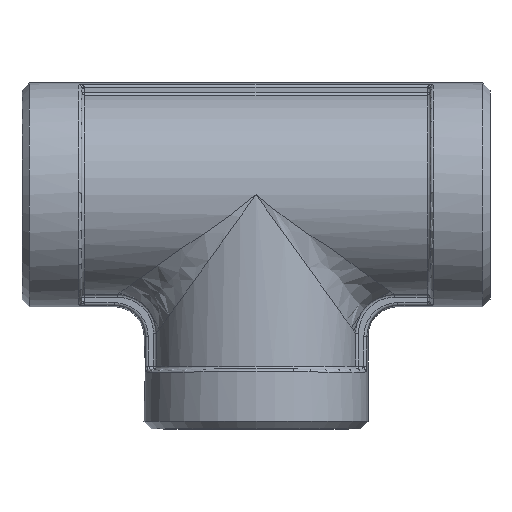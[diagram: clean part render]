
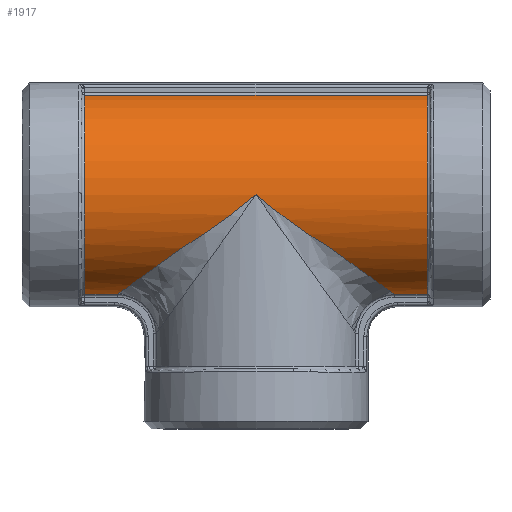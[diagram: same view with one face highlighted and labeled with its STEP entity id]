
A CAD part, top view. The second image highlights one B-rep face of the part: STEP entity #1917.
In plain terms, the highlighted cylindrical face has radius 10.25 mm (diameter 20.5 mm), a partial arc.
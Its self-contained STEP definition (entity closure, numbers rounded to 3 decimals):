
#64=ELLIPSE('',#2132,17.553,10.25);
#65=ELLIPSE('',#2133,17.553,10.25);
#160=LINE('',#4090,#224);
#161=LINE('',#4093,#225);
#162=LINE('',#4124,#226);
#224=VECTOR('',#2588,34.4);
#225=VECTOR('',#2591,3.293);
#226=VECTOR('',#2596,3.293);
#299=CIRCLE('',#2066,10.25);
#324=CIRCLE('',#2113,10.25);
#485=FACE_OUTER_BOUND('',#621,.T.);
#621=EDGE_LOOP('',(#1576,#1577,#1578,#1579,#1580,#1581,#1582,#1583,#1584));
#753=B_SPLINE_CURVE_WITH_KNOTS('',3,(#4097,#4098,#4099,#4100,#4101,#4102,
#4103,#4104,#4105,#4106,#4107,#4108),.UNSPECIFIED.,.F.,.F.,(4,2,2,2,2,4),
(-0.249,-0.246,-0.085,-0.031,
-0.008,0.),.UNSPECIFIED.);
#754=B_SPLINE_CURVE_WITH_KNOTS('',3,(#4110,#4111,#4112,#4113,#4114,#4115,
#4116,#4117,#4118,#4119,#4120,#4121),.UNSPECIFIED.,.F.,.F.,(4,2,2,2,2,4),
(-0.971,-0.938,-0.847,-0.636,
0.,0.009),.UNSPECIFIED.);
#853=VERTEX_POINT('',#3716);
#854=VERTEX_POINT('',#3718);
#881=VERTEX_POINT('',#3978);
#883=VERTEX_POINT('',#3982);
#891=VERTEX_POINT('',#4092);
#892=VERTEX_POINT('',#4094);
#893=VERTEX_POINT('',#4096);
#894=VERTEX_POINT('',#4109);
#895=VERTEX_POINT('',#4122);
#1069=EDGE_CURVE('',#853,#854,#299,.T.);
#1120=EDGE_CURVE('',#883,#881,#324,.T.);
#1138=EDGE_CURVE('',#881,#853,#160,.T.);
#1139=EDGE_CURVE('',#891,#883,#161,.T.);
#1140=EDGE_CURVE('',#892,#891,#64,.T.);
#1141=EDGE_CURVE('',#893,#892,#753,.T.);
#1142=EDGE_CURVE('',#894,#893,#754,.T.);
#1143=EDGE_CURVE('',#895,#894,#65,.T.);
#1144=EDGE_CURVE('',#854,#895,#162,.T.);
#1576=ORIENTED_EDGE('',*,*,#1138,.F.);
#1577=ORIENTED_EDGE('',*,*,#1120,.F.);
#1578=ORIENTED_EDGE('',*,*,#1139,.F.);
#1579=ORIENTED_EDGE('',*,*,#1140,.F.);
#1580=ORIENTED_EDGE('',*,*,#1141,.F.);
#1581=ORIENTED_EDGE('',*,*,#1142,.F.);
#1582=ORIENTED_EDGE('',*,*,#1143,.F.);
#1583=ORIENTED_EDGE('',*,*,#1144,.F.);
#1584=ORIENTED_EDGE('',*,*,#1069,.F.);
#1823=CYLINDRICAL_SURFACE('',#2131,10.25);
#1917=ADVANCED_FACE('',(#485),#1823,.T.);
#2066=AXIS2_PLACEMENT_3D('',#3719,#2440,#2441);
#2113=AXIS2_PLACEMENT_3D('',#3984,#2547,#2548);
#2131=AXIS2_PLACEMENT_3D('',#4091,#2589,#2590);
#2132=AXIS2_PLACEMENT_3D('',#4095,#2592,#2593);
#2133=AXIS2_PLACEMENT_3D('',#4123,#2594,#2595);
#2440=DIRECTION('center_axis',(1.,0.,0.));
#2441=DIRECTION('ref_axis',(0.,0.,1.));
#2547=DIRECTION('center_axis',(-1.,0.,0.));
#2548=DIRECTION('ref_axis',(0.,0.,1.));
#2588=DIRECTION('',(1.,0.,0.));
#2589=DIRECTION('center_axis',(1.,0.,0.));
#2590=DIRECTION('ref_axis',(0.,1.,0.));
#2591=DIRECTION('',(-1.,0.,0.));
#2592=DIRECTION('center_axis',(0.584,-0.812,0.));
#2593=DIRECTION('ref_axis',(-0.812,-0.584,0.));
#2594=DIRECTION('center_axis',(-0.584,-0.812,0.));
#2595=DIRECTION('ref_axis',(0.812,-0.584,0.));
#2596=DIRECTION('',(-1.,0.,0.));
#3716=CARTESIAN_POINT('',(17.2,10.003,2.235));
#3718=CARTESIAN_POINT('',(17.2,-10.003,2.235));
#3719=CARTESIAN_POINT('Origin',(17.2,0.,0.));
#3978=CARTESIAN_POINT('',(-17.2,10.003,2.235));
#3982=CARTESIAN_POINT('',(-17.2,-10.003,2.235));
#3984=CARTESIAN_POINT('Origin',(-17.2,0.,0.));
#4090=CARTESIAN_POINT('',(0.,10.003,2.235));
#4091=CARTESIAN_POINT('Origin',(0.,0.,0.));
#4092=CARTESIAN_POINT('',(-13.907,-10.003,2.235));
#4093=CARTESIAN_POINT('',(0.,-10.003,2.235));
#4094=CARTESIAN_POINT('',(-7.459,-5.365,8.734));
#4095=CARTESIAN_POINT('Origin',(0.,0.,0.));
#4096=CARTESIAN_POINT('',(0.,0.,10.25));
#4097=CARTESIAN_POINT('Ctrl Pts',(0.,0.,
10.25));
#4098=CARTESIAN_POINT('Ctrl Pts',(-0.024,-0.02,
10.25));
#4099=CARTESIAN_POINT('Ctrl Pts',(-0.048,-0.04,
10.25));
#4100=CARTESIAN_POINT('Ctrl Pts',(-1.695,-1.422,10.242));
#4101=CARTESIAN_POINT('Ctrl Pts',(-3.413,-2.705,9.965));
#4102=CARTESIAN_POINT('Ctrl Pts',(-5.681,-4.243,9.34));
#4103=CARTESIAN_POINT('Ctrl Pts',(-6.244,-4.613,9.162));
#4104=CARTESIAN_POINT('Ctrl Pts',(-7.04,-5.12,8.881));
#4105=CARTESIAN_POINT('Ctrl Pts',(-7.231,-5.239,8.81));
#4106=CARTESIAN_POINT('Ctrl Pts',(-7.394,-5.332,8.754));
#4107=CARTESIAN_POINT('Ctrl Pts',(-7.434,-5.354,8.74));
#4108=CARTESIAN_POINT('Ctrl Pts',(-7.459,-5.365,8.734));
#4109=CARTESIAN_POINT('',(7.459,-5.365,8.734));
#4110=CARTESIAN_POINT('Ctrl Pts',(7.459,-5.365,8.734));
#4111=CARTESIAN_POINT('Ctrl Pts',(7.434,-5.354,8.74));
#4112=CARTESIAN_POINT('Ctrl Pts',(7.394,-5.332,8.754));
#4113=CARTESIAN_POINT('Ctrl Pts',(7.231,-5.239,8.81));
#4114=CARTESIAN_POINT('Ctrl Pts',(7.04,-5.12,8.881));
#4115=CARTESIAN_POINT('Ctrl Pts',(6.244,-4.613,9.162));
#4116=CARTESIAN_POINT('Ctrl Pts',(5.681,-4.243,9.34));
#4117=CARTESIAN_POINT('Ctrl Pts',(3.413,-2.705,9.965));
#4118=CARTESIAN_POINT('Ctrl Pts',(1.695,-1.422,10.242));
#4119=CARTESIAN_POINT('Ctrl Pts',(0.048,-0.04,
10.25));
#4120=CARTESIAN_POINT('Ctrl Pts',(0.024,-0.02,
10.25));
#4121=CARTESIAN_POINT('Ctrl Pts',(0.,0.,
10.25));
#4122=CARTESIAN_POINT('',(13.907,-10.003,2.235));
#4123=CARTESIAN_POINT('Origin',(0.,0.,0.));
#4124=CARTESIAN_POINT('',(0.,-10.003,2.235));
